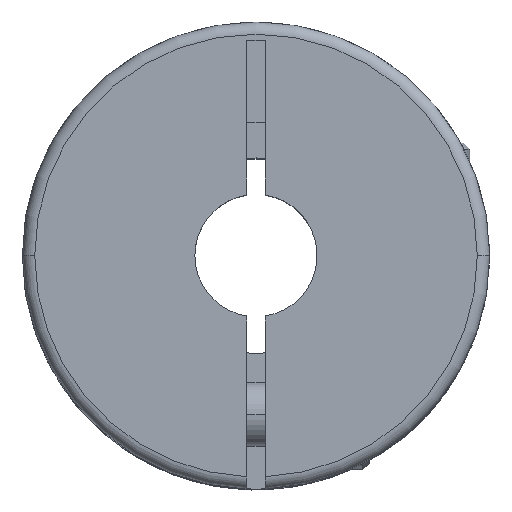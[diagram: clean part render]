
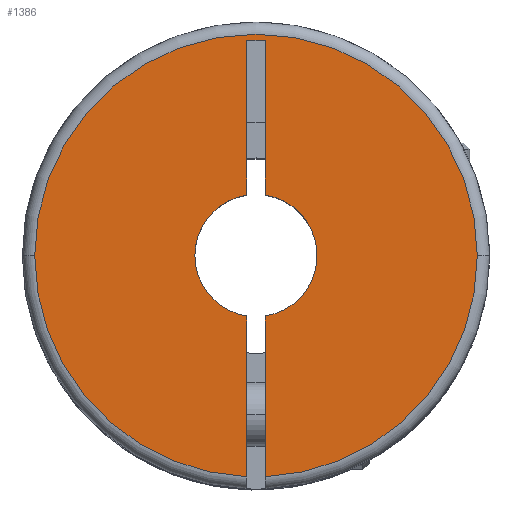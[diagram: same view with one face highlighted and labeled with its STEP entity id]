
A CAD part, top view. The second image highlights one B-rep face of the part: STEP entity #1386.
In plain terms, the highlighted planar face has unit normal (0, 0, 1).
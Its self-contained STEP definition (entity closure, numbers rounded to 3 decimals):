
#13 = CARTESIAN_POINT ( 'NONE',  ( 0.375, 8.8, 0. ) ) ;
#62 = EDGE_CURVE ( 'NONE', #304, #1250, #1607, .T. ) ;
#177 = VECTOR ( 'NONE', #581, 1000. ) ;
#178 = CIRCLE ( 'NONE', #806, 9.05 ) ;
#224 = VECTOR ( 'NONE', #3272, 1000. ) ;
#236 = VECTOR ( 'NONE', #1639, 1000. ) ;
#304 = VERTEX_POINT ( 'NONE', #1665 ) ;
#312 = ORIENTED_EDGE ( 'NONE', *, *, #860, .F. ) ;
#313 = CARTESIAN_POINT ( 'NONE',  ( 0.375, 8.8, 0. ) ) ;
#349 = VERTEX_POINT ( 'NONE', #1941 ) ;
#357 = DIRECTION ( 'NONE',  ( 0., -1., 0. ) ) ;
#391 = CARTESIAN_POINT ( 'NONE',  ( 0., 0., 0. ) ) ;
#398 = VERTEX_POINT ( 'NONE', #2409 ) ;
#506 = ORIENTED_EDGE ( 'NONE', *, *, #2370, .T. ) ;
#581 = DIRECTION ( 'NONE',  ( -1., 0., 0. ) ) ;
#614 = EDGE_CURVE ( 'NONE', #1292, #398, #3136, .T. ) ;
#682 = VERTEX_POINT ( 'NONE', #1066 ) ;
#788 = EDGE_CURVE ( 'NONE', #1304, #3698, #2940, .T. ) ;
#806 = AXIS2_PLACEMENT_3D ( 'NONE', #949, #2445, #3015 ) ;
#807 = CARTESIAN_POINT ( 'NONE',  ( 0.375, 2.472, 0. ) ) ;
#812 = DIRECTION ( 'NONE',  ( 0., 1., 0. ) ) ;
#859 = VERTEX_POINT ( 'NONE', #313 ) ;
#860 = EDGE_CURVE ( 'NONE', #349, #682, #2475, .T. ) ;
#949 = CARTESIAN_POINT ( 'NONE',  ( 0., 0., 0. ) ) ;
#1047 = EDGE_CURVE ( 'NONE', #2287, #2704, #1164, .T. ) ;
#1066 = CARTESIAN_POINT ( 'NONE',  ( 0.375, -9.042, 0. ) ) ;
#1069 = LINE ( 'NONE', #2520, #236 ) ;
#1164 = CIRCLE ( 'NONE', #1666, 2.5 ) ;
#1180 = DIRECTION ( 'NONE',  ( 0., -1., 0. ) ) ;
#1250 = VERTEX_POINT ( 'NONE', #3186 ) ;
#1292 = VERTEX_POINT ( 'NONE', #807 ) ;
#1304 = VERTEX_POINT ( 'NONE', #1456 ) ;
#1309 = VECTOR ( 'NONE', #812, 1000. ) ;
#1367 = ORIENTED_EDGE ( 'NONE', *, *, #2958, .F. ) ;
#1386 = ADVANCED_FACE ( 'NONE', ( #3230 ), #3878, .F. ) ;
#1397 = CARTESIAN_POINT ( 'NONE',  ( 0., 0., 0. ) ) ;
#1440 = DIRECTION ( 'NONE',  ( 0., 0., -1. ) ) ;
#1456 = CARTESIAN_POINT ( 'NONE',  ( -0.375, 8.8, 0. ) ) ;
#1485 = VECTOR ( 'NONE', #357, 1000. ) ;
#1607 = CIRCLE ( 'NONE', #2237, 9.05 ) ;
#1616 = DIRECTION ( 'NONE',  ( 0., 0., -1. ) ) ;
#1639 = DIRECTION ( 'NONE',  ( 0., 1., 0. ) ) ;
#1665 = CARTESIAN_POINT ( 'NONE',  ( -0.375, -9.042, 0. ) ) ;
#1666 = AXIS2_PLACEMENT_3D ( 'NONE', #391, #3070, #2770 ) ;
#1678 = LINE ( 'NONE', #3232, #1309 ) ;
#1702 = CARTESIAN_POINT ( 'NONE',  ( 0., 0., 0. ) ) ;
#1737 = CARTESIAN_POINT ( 'NONE',  ( 0., 0., 0. ) ) ;
#1941 = CARTESIAN_POINT ( 'NONE',  ( 9.05, 0., 0. ) ) ;
#2039 = CARTESIAN_POINT ( 'NONE',  ( -0.375, -2.472, 0. ) ) ;
#2062 = DIRECTION ( 'NONE',  ( -1., 0., 0. ) ) ;
#2110 = ORIENTED_EDGE ( 'NONE', *, *, #1047, .T. ) ;
#2128 = CARTESIAN_POINT ( 'NONE',  ( -0.375, 8.8, 0. ) ) ;
#2237 = AXIS2_PLACEMENT_3D ( 'NONE', #1397, #2806, #2871 ) ;
#2287 = VERTEX_POINT ( 'NONE', #2039 ) ;
#2303 = EDGE_LOOP ( 'NONE', ( #2629, #3828, #2110, #506, #3021, #2332, #1367, #2524, #3052, #312, #3264 ) ) ;
#2332 = ORIENTED_EDGE ( 'NONE', *, *, #3231, .F. ) ;
#2370 = EDGE_CURVE ( 'NONE', #2704, #3698, #3688, .T. ) ;
#2404 = CARTESIAN_POINT ( 'NONE',  ( 0., 0., 0. ) ) ;
#2409 = CARTESIAN_POINT ( 'NONE',  ( 0.375, -2.472, 0. ) ) ;
#2445 = DIRECTION ( 'NONE',  ( 0., 0., -1. ) ) ;
#2475 = CIRCLE ( 'NONE', #2542, 9.05 ) ;
#2520 = CARTESIAN_POINT ( 'NONE',  ( 0.375, -9.55, 0. ) ) ;
#2524 = ORIENTED_EDGE ( 'NONE', *, *, #614, .T. ) ;
#2542 = AXIS2_PLACEMENT_3D ( 'NONE', #2404, #3607, #3364 ) ;
#2606 = CARTESIAN_POINT ( 'NONE',  ( -2.5, 0., 0. ) ) ;
#2629 = ORIENTED_EDGE ( 'NONE', *, *, #62, .F. ) ;
#2651 = CARTESIAN_POINT ( 'NONE',  ( 0., 0., 0. ) ) ;
#2702 = LINE ( 'NONE', #2128, #1485 ) ;
#2704 = VERTEX_POINT ( 'NONE', #2606 ) ;
#2770 = DIRECTION ( 'NONE',  ( -1., 0., 0. ) ) ;
#2791 = EDGE_CURVE ( 'NONE', #2287, #304, #2702, .T. ) ;
#2806 = DIRECTION ( 'NONE',  ( 0., 0., -1. ) ) ;
#2854 = DIRECTION ( 'NONE',  ( -1., 0., 0. ) ) ;
#2871 = DIRECTION ( 'NONE',  ( -1., 0., 0. ) ) ;
#2905 = AXIS2_PLACEMENT_3D ( 'NONE', #1737, #1440, #1180 ) ;
#2920 = CARTESIAN_POINT ( 'NONE',  ( -0.375, 8.8, 0. ) ) ;
#2940 = LINE ( 'NONE', #2920, #224 ) ;
#2943 = AXIS2_PLACEMENT_3D ( 'NONE', #2651, #3559, #2062 ) ;
#2958 = EDGE_CURVE ( 'NONE', #1292, #859, #1069, .T. ) ;
#3015 = DIRECTION ( 'NONE',  ( -1., 0., 0. ) ) ;
#3021 = ORIENTED_EDGE ( 'NONE', *, *, #788, .F. ) ;
#3022 = LINE ( 'NONE', #13, #177 ) ;
#3052 = ORIENTED_EDGE ( 'NONE', *, *, #3806, .F. ) ;
#3070 = DIRECTION ( 'NONE',  ( 0., 0., -1. ) ) ;
#3136 = CIRCLE ( 'NONE', #3453, 2.5 ) ;
#3153 = CARTESIAN_POINT ( 'NONE',  ( -0.375, 2.472, 0. ) ) ;
#3186 = CARTESIAN_POINT ( 'NONE',  ( -9.05, 0., 0. ) ) ;
#3230 = FACE_OUTER_BOUND ( 'NONE', #2303, .T. ) ;
#3231 = EDGE_CURVE ( 'NONE', #859, #1304, #3022, .T. ) ;
#3232 = CARTESIAN_POINT ( 'NONE',  ( 0.375, -9.55, 0. ) ) ;
#3264 = ORIENTED_EDGE ( 'NONE', *, *, #3520, .F. ) ;
#3272 = DIRECTION ( 'NONE',  ( 0., -1., 0. ) ) ;
#3364 = DIRECTION ( 'NONE',  ( -1., 0., 0. ) ) ;
#3453 = AXIS2_PLACEMENT_3D ( 'NONE', #1702, #1616, #2854 ) ;
#3520 = EDGE_CURVE ( 'NONE', #1250, #349, #178, .T. ) ;
#3559 = DIRECTION ( 'NONE',  ( 0., 0., -1. ) ) ;
#3607 = DIRECTION ( 'NONE',  ( 0., 0., -1. ) ) ;
#3688 = CIRCLE ( 'NONE', #2943, 2.5 ) ;
#3698 = VERTEX_POINT ( 'NONE', #3153 ) ;
#3806 = EDGE_CURVE ( 'NONE', #682, #398, #1678, .T. ) ;
#3828 = ORIENTED_EDGE ( 'NONE', *, *, #2791, .F. ) ;
#3878 = PLANE ( 'NONE',  #2905 ) ;
